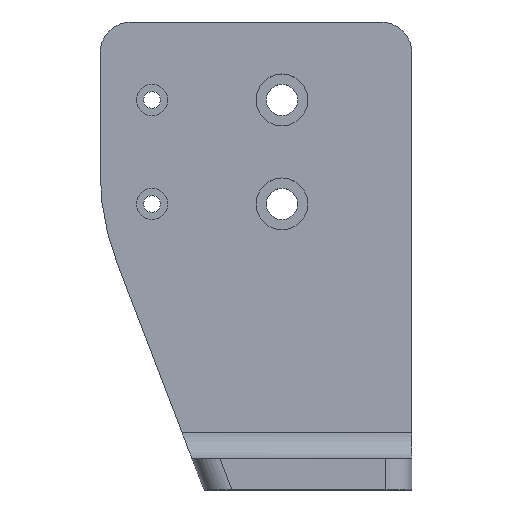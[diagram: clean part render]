
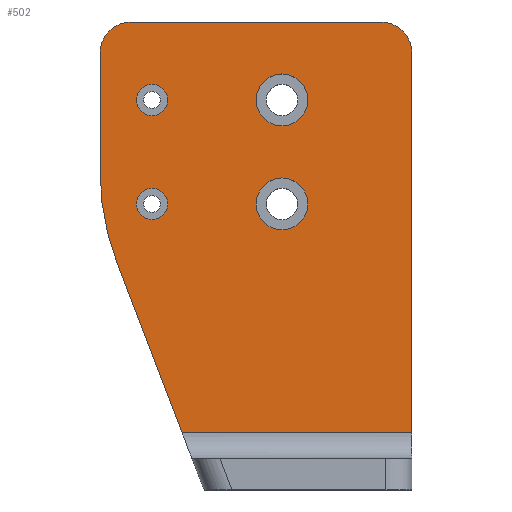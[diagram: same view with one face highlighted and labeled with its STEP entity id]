
A CAD part, top view. The second image highlights one B-rep face of the part: STEP entity #502.
In plain terms, the highlighted planar face has unit normal (0, 0, 1).
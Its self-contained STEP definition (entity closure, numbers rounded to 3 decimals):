
#17=FACE_BOUND('',#114,.T.);
#18=FACE_BOUND('',#115,.T.);
#19=FACE_BOUND('',#116,.T.);
#20=FACE_BOUND('',#117,.T.);
#37=CIRCLE('',#557,6.);
#38=CIRCLE('',#558,6.);
#39=CIRCLE('',#559,50.);
#40=CIRCLE('',#560,5.);
#41=CIRCLE('',#561,3.);
#42=CIRCLE('',#562,5.);
#43=CIRCLE('',#563,3.);
#62=PLANE('',#556);
#81=FACE_OUTER_BOUND('',#113,.T.);
#113=EDGE_LOOP('',(#373,#374,#375,#376,#377,#378,#379,#380));
#114=EDGE_LOOP('',(#381));
#115=EDGE_LOOP('',(#382));
#116=EDGE_LOOP('',(#383));
#117=EDGE_LOOP('',(#384));
#157=LINE('',#798,#194);
#160=LINE('',#812,#197);
#161=LINE('',#816,#198);
#162=LINE('',#820,#199);
#163=LINE('',#823,#200);
#194=VECTOR('',#635,10.);
#197=VECTOR('',#652,10.);
#198=VECTOR('',#655,10.);
#199=VECTOR('',#658,10.);
#200=VECTOR('',#661,10.);
#236=VERTEX_POINT('',#794);
#237=VERTEX_POINT('',#796);
#241=VERTEX_POINT('',#811);
#242=VERTEX_POINT('',#813);
#243=VERTEX_POINT('',#815);
#244=VERTEX_POINT('',#817);
#245=VERTEX_POINT('',#819);
#246=VERTEX_POINT('',#821);
#247=VERTEX_POINT('',#824);
#248=VERTEX_POINT('',#826);
#249=VERTEX_POINT('',#828);
#250=VERTEX_POINT('',#830);
#287=EDGE_CURVE('',#237,#236,#157,.T.);
#293=EDGE_CURVE('',#237,#241,#160,.T.);
#294=EDGE_CURVE('',#242,#241,#37,.T.);
#295=EDGE_CURVE('',#242,#243,#161,.T.);
#296=EDGE_CURVE('',#244,#243,#38,.T.);
#297=EDGE_CURVE('',#244,#245,#162,.T.);
#298=EDGE_CURVE('',#246,#245,#39,.T.);
#299=EDGE_CURVE('',#246,#236,#163,.T.);
#300=EDGE_CURVE('',#247,#247,#40,.T.);
#301=EDGE_CURVE('',#248,#248,#41,.T.);
#302=EDGE_CURVE('',#249,#249,#42,.T.);
#303=EDGE_CURVE('',#250,#250,#43,.T.);
#373=ORIENTED_EDGE('',*,*,#287,.F.);
#374=ORIENTED_EDGE('',*,*,#293,.T.);
#375=ORIENTED_EDGE('',*,*,#294,.F.);
#376=ORIENTED_EDGE('',*,*,#295,.T.);
#377=ORIENTED_EDGE('',*,*,#296,.F.);
#378=ORIENTED_EDGE('',*,*,#297,.T.);
#379=ORIENTED_EDGE('',*,*,#298,.F.);
#380=ORIENTED_EDGE('',*,*,#299,.T.);
#381=ORIENTED_EDGE('',*,*,#300,.T.);
#382=ORIENTED_EDGE('',*,*,#301,.T.);
#383=ORIENTED_EDGE('',*,*,#302,.T.);
#384=ORIENTED_EDGE('',*,*,#303,.T.);
#502=ADVANCED_FACE('',(#81,#17,#18,#19,#20),#62,.F.);
#556=AXIS2_PLACEMENT_3D('',#810,#650,#651);
#557=AXIS2_PLACEMENT_3D('',#814,#653,#654);
#558=AXIS2_PLACEMENT_3D('',#818,#656,#657);
#559=AXIS2_PLACEMENT_3D('',#822,#659,#660);
#560=AXIS2_PLACEMENT_3D('',#825,#662,#663);
#561=AXIS2_PLACEMENT_3D('',#827,#664,#665);
#562=AXIS2_PLACEMENT_3D('',#829,#666,#667);
#563=AXIS2_PLACEMENT_3D('',#831,#668,#669);
#635=DIRECTION('',(-1.,0.,0.));
#650=DIRECTION('center_axis',(0.,0.,-1.));
#651=DIRECTION('ref_axis',(-1.,0.,0.));
#652=DIRECTION('',(0.,1.,0.));
#653=DIRECTION('center_axis',(0.,0.,-1.));
#654=DIRECTION('ref_axis',(0.,1.,0.));
#655=DIRECTION('',(-1.,0.,0.));
#656=DIRECTION('center_axis',(0.,0.,-1.));
#657=DIRECTION('ref_axis',(-1.,0.,0.));
#658=DIRECTION('',(0.,-1.,0.));
#659=DIRECTION('center_axis',(0.,0.,-1.));
#660=DIRECTION('ref_axis',(-0.934,-0.358,0.));
#661=DIRECTION('',(0.358,-0.934,0.));
#662=DIRECTION('center_axis',(0.,0.,-1.));
#663=DIRECTION('ref_axis',(1.,0.,0.));
#664=DIRECTION('center_axis',(0.,0.,-1.));
#665=DIRECTION('ref_axis',(1.,0.,0.));
#666=DIRECTION('center_axis',(0.,0.,-1.));
#667=DIRECTION('ref_axis',(1.,0.,0.));
#668=DIRECTION('center_axis',(0.,0.,-1.));
#669=DIRECTION('ref_axis',(1.,0.,0.));
#794=CARTESIAN_POINT('',(741.482,-54.,565.999));
#796=CARTESIAN_POINT('',(785.7,-54.,565.999));
#798=CARTESIAN_POINT('',(770.7,-54.,565.999));
#810=CARTESIAN_POINT('Origin',(755.7,-20.,565.999));
#811=CARTESIAN_POINT('',(785.7,19.,565.999));
#812=CARTESIAN_POINT('',(785.7,-59.,565.999));
#813=CARTESIAN_POINT('',(779.7,25.,565.999));
#814=CARTESIAN_POINT('Origin',(779.7,19.,565.999));
#815=CARTESIAN_POINT('',(731.7,25.,565.999));
#816=CARTESIAN_POINT('',(779.7,25.,565.999));
#817=CARTESIAN_POINT('',(725.7,19.,565.999));
#818=CARTESIAN_POINT('Origin',(731.7,19.,565.999));
#819=CARTESIAN_POINT('',(725.7,-3.583,565.999));
#820=CARTESIAN_POINT('',(725.7,19.,565.999));
#821=CARTESIAN_POINT('',(729.014,-21.484,565.999));
#822=CARTESIAN_POINT('Origin',(775.7,-3.583,565.999));
#823=CARTESIAN_POINT('',(744.223,-61.148,565.999));
#824=CARTESIAN_POINT('',(755.7,10.,565.999));
#825=CARTESIAN_POINT('Origin',(760.7,10.,565.999));
#826=CARTESIAN_POINT('',(732.7,10.,565.999));
#827=CARTESIAN_POINT('Origin',(735.7,10.,565.999));
#828=CARTESIAN_POINT('',(755.7,-10.,565.999));
#829=CARTESIAN_POINT('Origin',(760.7,-10.,565.999));
#830=CARTESIAN_POINT('',(732.7,-10.,565.999));
#831=CARTESIAN_POINT('Origin',(735.7,-10.,565.999));
